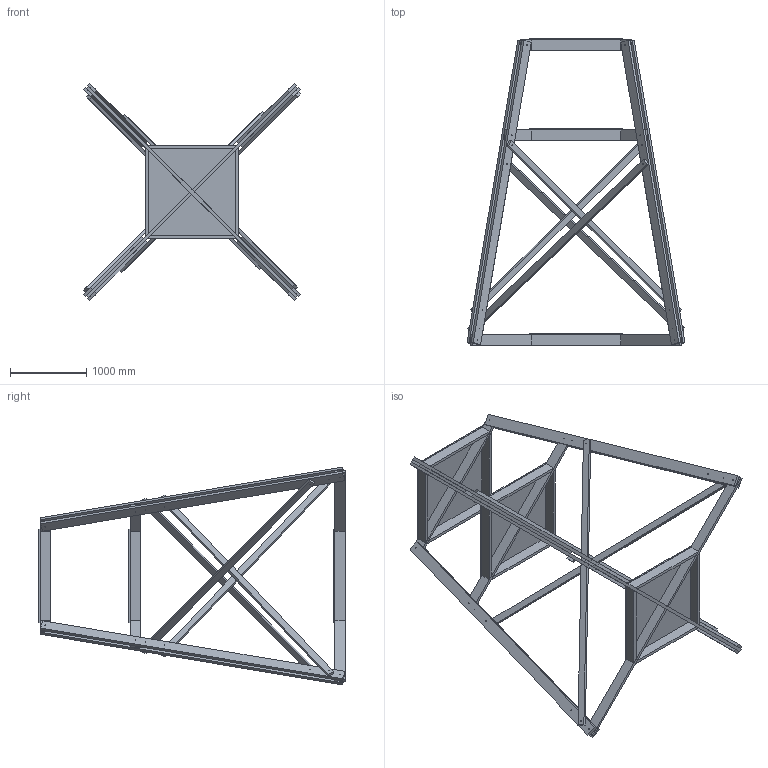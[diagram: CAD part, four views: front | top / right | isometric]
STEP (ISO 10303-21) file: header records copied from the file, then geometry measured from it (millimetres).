
FILE_DESCRIPTION (( 'STEP AP203' ), '1' );
FILE_NAME ('tower_assem.STEP', '2016-12-03T00:24:43', ( '' ), ( '' ), 'SwSTEP 2.0', 'SolidWorks 2016', '' );
FILE_SCHEMA (( 'CONFIG_CONTROL_DESIGN' ));
Length unit declared in the file: inch
Products named in the file (12): base_platform; base_platform_diagonal; tower_assem; internal_cross_brace_lower; platform_diagonal; base_platform_diagonal_short; internal_cross_brace_upper; tower_hip; shelf_diagonal; platform_diagonal_short; shelf_diagonal_short; lip_joist
Assembly tree (36 placements, depth 2):
  tower_assem
    base_platform  x3
    base_platform_diagonal
    base_platform_diagonal_short  x2
    platform_diagonal
    platform_diagonal_short  x2
    tower_hip  x8
    shelf_diagonal
    shelf_diagonal_short  x2
    internal_cross_brace_upper  x2
    internal_cross_brace_lower  x2
    lip_joist  x12
Bounding box: 2851.67 x 4014.2 x 2851.67 mm (x, y, z)
Volume: 472173958.3 mm3; surface area: 35985067.2 mm2
Topology: 36 solids, 36 shells, 368 faces, 888 edges, 592 vertices
Faces by surface type: plane 216, cylinder 152
Entity records: 5266 total; most frequent: DIRECTION 622, CARTESIAN_POINT 565, ORIENTED_EDGE 504, EDGE_CURVE 252, AXIS2_PLACEMENT_3D 225, LINE 172, VECTOR 172, VERTEX_POINT 168
